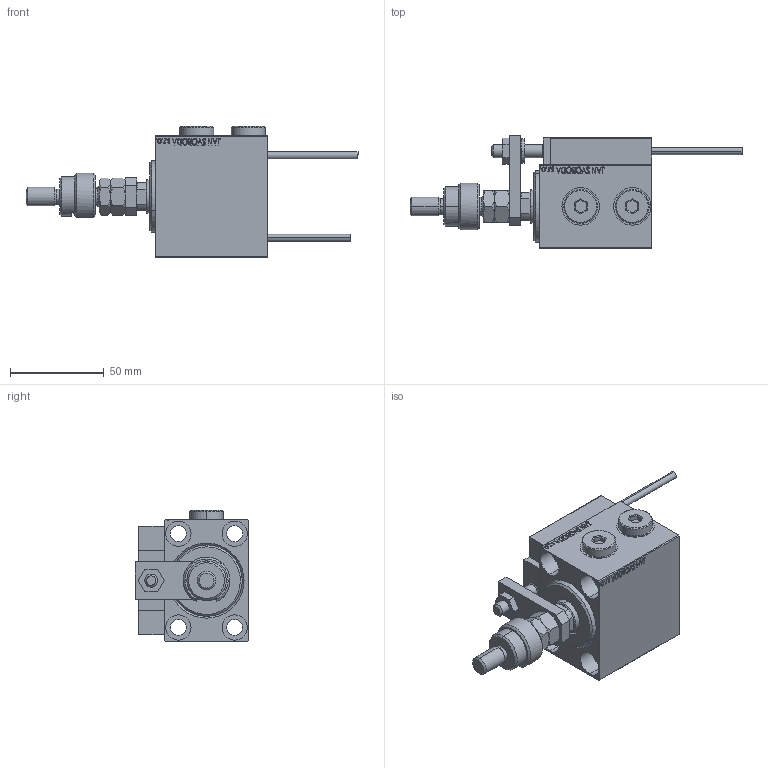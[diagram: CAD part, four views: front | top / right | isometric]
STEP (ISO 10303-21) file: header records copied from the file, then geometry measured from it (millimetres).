
FILE_DESCRIPTION (( 'STEP AP203' ), '1' );
FILE_NAME ('d966.STEP', '2024-02-13T05:58:56', ( '' ), ( '' ), 'SwSTEP 2.0', 'SolidWorks 2019', '' );
FILE_SCHEMA (( 'CONFIG_CONTROL_DESIGN' ));
Length unit declared in the file: millimetre
Products named in the file (19): MFA 9fff4bced7d667ea1beb3913fe3bce3c; ZARAZKA 9fff4bced7d667ea1beb3913fe3bce3c; KONCOVKA 9fff4bced7d667ea1beb3913fe3bce3c; X_Y_DFA 9fff4bced7d667ea1beb3913fe3bce3c; MAGNET 9fff4bced7d667ea1beb3913fe3bce3c; SWITCH_X_FRONT_BACK 9fff4bced7d667ea1beb3913fe3bce3c; TYC_L79 9fff4bced7d667ea1beb3913fe3bce3c; d966; Block 9fff4bced7d667ea1beb3913fe3bce3c; NUT_D12 9fff4bced7d667ea1beb3913fe3bce3c; ALLEN BOLT D5 9fff4bced7d667ea1beb3913fe3bce3c; V450CM_C_VCP 9fff4bced7d667ea1beb3913fe3bce3c; Zatka_OIL_PORT 9fff4bced7d667ea1beb3913fe3bce3c; ALLEN BOLT D8 9fff4bced7d667ea1beb3913fe3bce3c; V450CM_VC_B 9fff4bced7d667ea1beb3913fe3bce3c; SWITCH DIM B,W 9fff4bced7d667ea1beb3913fe3bce3c; V450CM_C_Body 9fff4bced7d667ea1beb3913fe3bce3c; FEMALE_PART_FOR_DFA 9fff4bced7d667ea1beb3913fe3bce3c; SWITCH X 9fff4bced7d667ea1beb3913fe3bce3c
Assembly tree (29 placements, depth 3):
  d966
    V450CM_C_Body 9fff4bced7d667ea1beb3913fe3bce3c
    SWITCH X 9fff4bced7d667ea1beb3913fe3bce3c
      SWITCH_X_FRONT_BACK 9fff4bced7d667ea1beb3913fe3bce3c  x2
      TYC_L79 9fff4bced7d667ea1beb3913fe3bce3c
      Block 9fff4bced7d667ea1beb3913fe3bce3c  x2
      ALLEN BOLT D5 9fff4bced7d667ea1beb3913fe3bce3c  x4
      ALLEN BOLT D8 9fff4bced7d667ea1beb3913fe3bce3c  x4
      MAGNET 9fff4bced7d667ea1beb3913fe3bce3c  x2
      KONCOVKA 9fff4bced7d667ea1beb3913fe3bce3c  x2
    NUT_D12 9fff4bced7d667ea1beb3913fe3bce3c
    SWITCH DIM B,W 9fff4bced7d667ea1beb3913fe3bce3c
    ZARAZKA 9fff4bced7d667ea1beb3913fe3bce3c
    V450CM_C_VCP 9fff4bced7d667ea1beb3913fe3bce3c
    V450CM_VC_B 9fff4bced7d667ea1beb3913fe3bce3c
    X_Y_DFA 9fff4bced7d667ea1beb3913fe3bce3c
      FEMALE_PART_FOR_DFA 9fff4bced7d667ea1beb3913fe3bce3c
      MFA 9fff4bced7d667ea1beb3913fe3bce3c
    Zatka_OIL_PORT 9fff4bced7d667ea1beb3913fe3bce3c  x2
Bounding box: 177 x 60.5 x 69.9 mm (x, y, z)
Volume: 208048.5 mm3; surface area: 73454.8 mm2
Topology: 27 solids, 27 shells, 1421 faces, 3375 edges, 2143 vertices
Faces by surface type: plane 624, bspline 380, cylinder 215, cone 150, torus 48, sphere 4
Entity records: 54292 total; most frequent: CARTESIAN_POINT 26963, ORIENTED_EDGE 5690, DIRECTION 4011, EDGE_CURVE 2845, VERTEX_POINT 1843, LINE 1593, VECTOR 1593, EDGE_LOOP 1322
